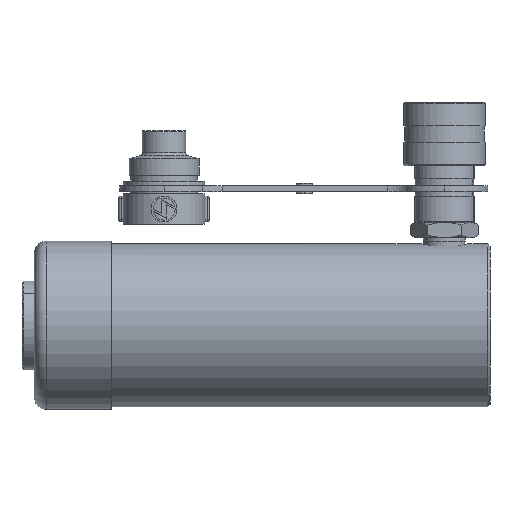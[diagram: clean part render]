
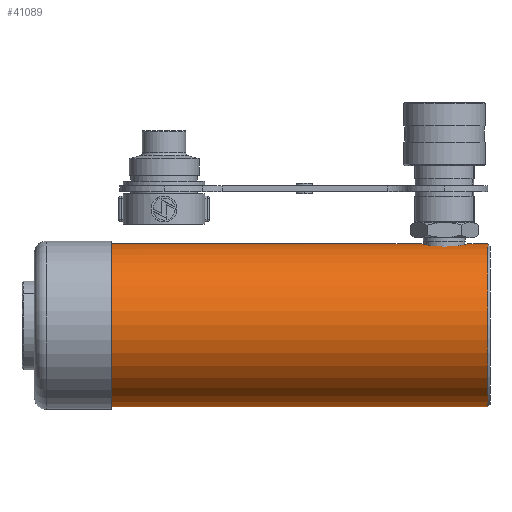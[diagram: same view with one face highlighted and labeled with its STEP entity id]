
A CAD part, left-side view. The second image highlights one B-rep face of the part: STEP entity #41089.
In plain terms, the highlighted cylindrical face has radius 34.9 mm (diameter 69.8 mm), a partial arc.
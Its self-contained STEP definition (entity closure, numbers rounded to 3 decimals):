
#926 = CARTESIAN_POINT ( 'NONE',  ( -0.411, 9.5, 34.9 ) ) ;
#1100 = CARTESIAN_POINT ( 'NONE',  ( -3.217, 10.023, 34.754 ) ) ;
#1566 = FACE_OUTER_BOUND ( 'NONE', #40429, .T. ) ;
#2355 = LINE ( 'NONE', #41748, #42581 ) ;
#2627 = CARTESIAN_POINT ( 'NONE',  ( -1.633, 29.4, 34.871 ) ) ;
#4095 = EDGE_CURVE ( 'NONE', #34690, #30500, #20428, .T. ) ;
#5110 = CARTESIAN_POINT ( 'NONE',  ( -4.355, 10.489, 34.629 ) ) ;
#6624 = CARTESIAN_POINT ( 'NONE',  ( 0., 29.5, 34.9 ) ) ;
#7871 = VECTOR ( 'NONE', #41563, 1000. ) ;
#8072 = CARTESIAN_POINT ( 'NONE',  ( -8.295, 25.086, 33.9 ) ) ;
#8643 = DIRECTION ( 'NONE',  ( 0., -1., 0. ) ) ;
#8690 = LINE ( 'NONE', #38759, #29505 ) ;
#8748 = CARTESIAN_POINT ( 'NONE',  ( 0., -26.792, -34.9 ) ) ;
#9081 = CARTESIAN_POINT ( 'NONE',  ( -5.415, 11.083, 34.479 ) ) ;
#9334 = EDGE_CURVE ( 'NONE', #36128, #34690, #17724, .T. ) ;
#9878 = VERTEX_POINT ( 'NONE', #47217 ) ;
#12063 = B_SPLINE_CURVE_WITH_KNOTS ( 'NONE', 3,
 ( #8072, #31470, #16034, #41376, #14339, #41460, #18320, #45335, #22211, #49136, #26171, #2627, #30058, #6624 ),
 .UNSPECIFIED., .F., .F.,
 ( 4, 2, 2, 2, 2, 2, 4 ),
 ( 0., 0.002, 0.004, 0.005, 0.006, 0.007, 0.01 ),
 .UNSPECIFIED. ) ;
#13036 = CARTESIAN_POINT ( 'NONE',  ( -6.4, 11.805, 34.31 ) ) ;
#14053 = AXIS2_PLACEMENT_3D ( 'NONE', #33218, #15355, #42351 ) ;
#14339 = CARTESIAN_POINT ( 'NONE',  ( -6.083, 27.448, 34.367 ) ) ;
#14919 = VERTEX_POINT ( 'NONE', #34419 ) ;
#15355 = DIRECTION ( 'NONE',  ( 0., 1., 0. ) ) ;
#15481 = DIRECTION ( 'NONE',  ( 0., -1., 0. ) ) ;
#15667 = CARTESIAN_POINT ( 'NONE',  ( -8.295, 25.086, 33.9 ) ) ;
#16034 = CARTESIAN_POINT ( 'NONE',  ( -7.305, 26.377, 34.132 ) ) ;
#16946 = DIRECTION ( 'NONE',  ( 0., -1., 0. ) ) ;
#16997 = CARTESIAN_POINT ( 'NONE',  ( -7.837, 13.235, 34.012 ) ) ;
#17329 = VECTOR ( 'NONE', #8643, 1000. ) ;
#17355 = CARTESIAN_POINT ( 'NONE',  ( 0., -26.792, 0. ) ) ;
#17724 = LINE ( 'NONE', #8748, #17329 ) ;
#18087 = ORIENTED_EDGE ( 'NONE', *, *, #19004, .F. ) ;
#18320 = CARTESIAN_POINT ( 'NONE',  ( -5.068, 28.13, 34.532 ) ) ;
#18422 = CARTESIAN_POINT ( 'NONE',  ( 0., -26.792, 34.9 ) ) ;
#19004 = EDGE_CURVE ( 'NONE', #28230, #30173, #8690, .T. ) ;
#19198 = ORIENTED_EDGE ( 'NONE', *, *, #26135, .T. ) ;
#19435 = ORIENTED_EDGE ( 'NONE', *, *, #9334, .T. ) ;
#19577 = LINE ( 'NONE', #18422, #7871 ) ;
#20112 = CIRCLE ( 'NONE', #41251, 34.9 ) ;
#20428 = CIRCLE ( 'NONE', #14053, 34.9 ) ;
#20511 = ORIENTED_EDGE ( 'NONE', *, *, #4095, .T. ) ;
#20766 = CARTESIAN_POINT ( 'NONE',  ( -1.637, 9.626, 34.864 ) ) ;
#20800 = ORIENTED_EDGE ( 'NONE', *, *, #49195, .F. ) ;
#22017 = ORIENTED_EDGE ( 'NONE', *, *, #25178, .T. ) ;
#22211 = CARTESIAN_POINT ( 'NONE',  ( -3.984, 28.681, 34.674 ) ) ;
#22372 = ORIENTED_EDGE ( 'NONE', *, *, #35534, .F. ) ;
#23346 = ORIENTED_EDGE ( 'NONE', *, *, #48301, .T. ) ;
#24024 = VERTEX_POINT ( 'NONE', #15667 ) ;
#24711 = CARTESIAN_POINT ( 'NONE',  ( -2.827, 9.899, 34.788 ) ) ;
#25056 = DIRECTION ( 'NONE',  ( 0., -1., 0. ) ) ;
#25178 = EDGE_CURVE ( 'NONE', #14919, #9878, #39298, .T. ) ;
#26135 = EDGE_CURVE ( 'NONE', #28230, #36128, #20112, .T. ) ;
#26171 = CARTESIAN_POINT ( 'NONE',  ( -2.827, 29.101, 34.788 ) ) ;
#26485 = DIRECTION ( 'NONE',  ( 0., -1., 0. ) ) ;
#28009 = CYLINDRICAL_SURFACE ( 'NONE', #50193, 34.9 ) ;
#28230 = VERTEX_POINT ( 'NONE', #34798 ) ;
#28611 = CARTESIAN_POINT ( 'NONE',  ( -3.985, 10.319, 34.674 ) ) ;
#29505 = VECTOR ( 'NONE', #15481, 1000. ) ;
#30058 = CARTESIAN_POINT ( 'NONE',  ( -0.824, 29.5, 34.9 ) ) ;
#30173 = VERTEX_POINT ( 'NONE', #39518 ) ;
#30500 = VERTEX_POINT ( 'NONE', #44655 ) ;
#31470 = CARTESIAN_POINT ( 'NONE',  ( -7.836, 25.766, 34.012 ) ) ;
#32098 = CARTESIAN_POINT ( 'NONE',  ( 0., 9.5, 34.9 ) ) ;
#32440 = CARTESIAN_POINT ( 'NONE',  ( -5.07, 10.871, 34.532 ) ) ;
#32985 = CARTESIAN_POINT ( 'NONE',  ( 0., 163., -34.9 ) ) ;
#33218 = CARTESIAN_POINT ( 'NONE',  ( 0., 1., 0. ) ) ;
#34419 = CARTESIAN_POINT ( 'NONE',  ( 0., 9.5, 34.9 ) ) ;
#34690 = VERTEX_POINT ( 'NONE', #46284 ) ;
#34798 = CARTESIAN_POINT ( 'NONE',  ( 0., 163., 34.9 ) ) ;
#35534 = EDGE_CURVE ( 'NONE', #24024, #9878, #2355, .T. ) ;
#36128 = VERTEX_POINT ( 'NONE', #32985 ) ;
#36358 = CARTESIAN_POINT ( 'NONE',  ( -6.079, 11.549, 34.368 ) ) ;
#38759 = CARTESIAN_POINT ( 'NONE',  ( 0., -26.792, 34.9 ) ) ;
#39298 = B_SPLINE_CURVE_WITH_KNOTS ( 'NONE', 3,
 ( #32098, #926, #43878, #20766, #47688, #24711, #1100, #28611, #5110, #32440, #9081, #36358, #13036, #40210, #16997, #44043 ),
 .UNSPECIFIED., .F., .F.,
 ( 4, 2, 2, 2, 2, 2, 2, 4 ),
 ( 0.01, 0.011, 0.012, 0.013, 0.015, 0.016, 0.017, 0.02 ),
 .UNSPECIFIED. ) ;
#39518 = CARTESIAN_POINT ( 'NONE',  ( 0., 29.5, 34.9 ) ) ;
#40160 = CARTESIAN_POINT ( 'NONE',  ( 0., 163., 0. ) ) ;
#40210 = CARTESIAN_POINT ( 'NONE',  ( -7.306, 12.624, 34.132 ) ) ;
#40429 = EDGE_LOOP ( 'NONE', ( #18087, #19198, #19435, #20511, #20800, #22017, #22372, #23346 ) ) ;
#41089 = ADVANCED_FACE ( 'NONE', ( #1566 ), #28009, .T. ) ;
#41251 = AXIS2_PLACEMENT_3D ( 'NONE', #40160, #16946, #43989 ) ;
#41376 = CARTESIAN_POINT ( 'NONE',  ( -6.403, 27.192, 34.309 ) ) ;
#41460 = CARTESIAN_POINT ( 'NONE',  ( -5.414, 27.917, 34.479 ) ) ;
#41563 = DIRECTION ( 'NONE',  ( 0., -1., 0. ) ) ;
#41748 = CARTESIAN_POINT ( 'NONE',  ( -8.295, -26.792, 33.9 ) ) ;
#42351 = DIRECTION ( 'NONE',  ( 0., 0., 1. ) ) ;
#42581 = VECTOR ( 'NONE', #26485, 1000. ) ;
#43878 = CARTESIAN_POINT ( 'NONE',  ( -0.825, 9.526, 34.893 ) ) ;
#43989 = DIRECTION ( 'NONE',  ( 0., 0., -1. ) ) ;
#44043 = CARTESIAN_POINT ( 'NONE',  ( -8.295, 13.914, 33.9 ) ) ;
#44397 = DIRECTION ( 'NONE',  ( 0., 0., -1. ) ) ;
#44655 = CARTESIAN_POINT ( 'NONE',  ( 0., 1., 34.9 ) ) ;
#45335 = CARTESIAN_POINT ( 'NONE',  ( -4.353, 28.512, 34.629 ) ) ;
#46284 = CARTESIAN_POINT ( 'NONE',  ( 0., 1., -34.9 ) ) ;
#47217 = CARTESIAN_POINT ( 'NONE',  ( -8.295, 13.914, 33.9 ) ) ;
#47688 = CARTESIAN_POINT ( 'NONE',  ( -2.037, 9.701, 34.843 ) ) ;
#48301 = EDGE_CURVE ( 'NONE', #24024, #30173, #12063, .T. ) ;
#49136 = CARTESIAN_POINT ( 'NONE',  ( -3.222, 28.975, 34.753 ) ) ;
#49195 = EDGE_CURVE ( 'NONE', #14919, #30500, #19577, .T. ) ;
#50193 = AXIS2_PLACEMENT_3D ( 'NONE', #17355, #25056, #44397 ) ;
